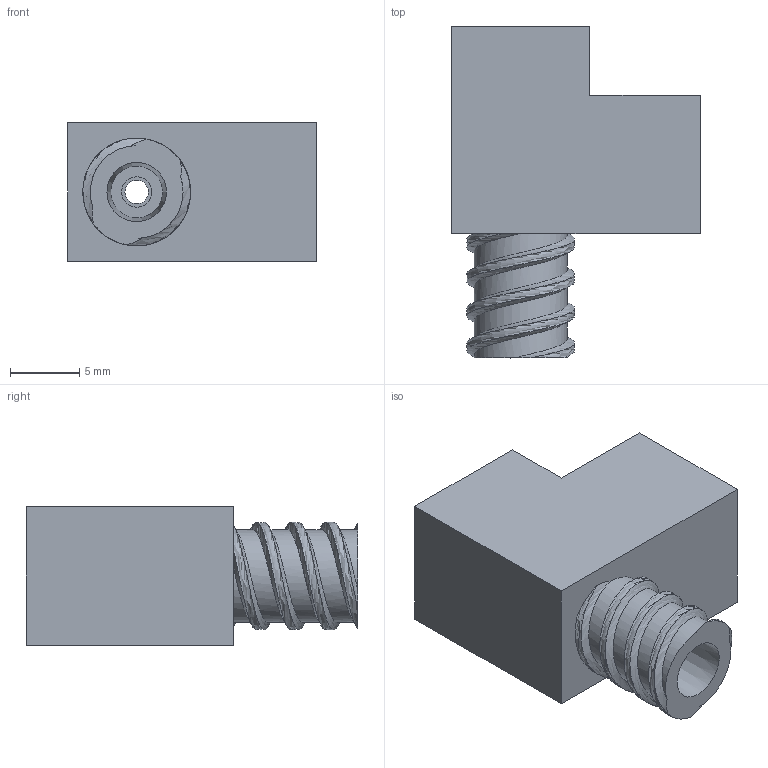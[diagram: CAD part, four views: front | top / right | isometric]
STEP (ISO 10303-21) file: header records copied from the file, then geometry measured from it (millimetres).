
FILE_DESCRIPTION(/* description */ (''),/* implementation_level */ '2;1');
FILE_NAME(/* name */ 'SYRSEP_V2.step',/* time_stamp */ '2025-03-27T23:59:31+01:00',/* author */ (''),/* organization */ (''),/* preprocessor_version */ 'ST-DEVELOPER v20.1',/* originating_system */ 'Autodesk Translation Framework v14.4.0.0',/* authorisation */ '');
FILE_SCHEMA (('AUTOMOTIVE_DESIGN { 1 0 10303 214 3 1 1 }'));
Length unit declared in the file: millimetre
Products named in the file (1): SYRSEP_V2
Bounding box: 18 x 24 x 10 mm (x, y, z)
Volume: 2077.7 mm3; surface area: 2003 mm2
Topology: 1 solids, 1 shells, 74 faces, 203 edges, 135 vertices
Faces by surface type: cylinder 50, plane 13, bspline 10, cone 1
Full cylindrical faces by diameter (mm): 1 x1, 1.7 x1, 2.2 x1, 5.474 x6, 6.35 x10, 6.7 x3
Entity records: 5879 total; most frequent: CARTESIAN_POINT 4172, ORIENTED_EDGE 406, DIRECTION 253, EDGE_CURVE 203, VERTEX_POINT 135, B_SPLINE_CURVE_WITH_KNOTS 110, AXIS2_PLACEMENT_3D 95, EDGE_LOOP 82
